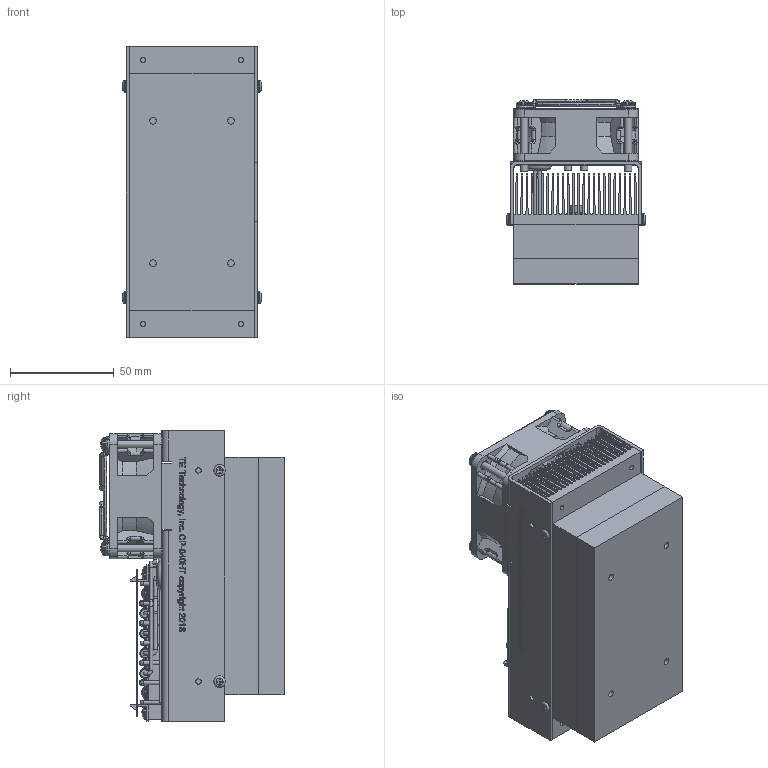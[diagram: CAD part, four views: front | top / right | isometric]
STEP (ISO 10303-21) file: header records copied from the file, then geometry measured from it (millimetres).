
FILE_DESCRIPTION(/* description */ ('Alibre Inc.'),/* implementation_level */ '2;1');
FILE_NAME(/* name */ 'export-31A4CFE6-D2CF-4881-B394-44CD49A044F7',/* time_stamp */ '2021-07-23T16:55:45-04:00',/* author */ (''),/* organization */ (''),/* preprocessor_version */ 'ST-DEVELOPER v17',/* originating_system */ 'Alibre',/* authorisation */ '');
FILE_SCHEMA (('AUTOMOTIVE_DESIGN'));
Length unit declared in the file: inch
Products named in the file (43): PRT0006; SC60-W2_assy
Bounding box: 66.65 x 88.59 x 139.7 mm (x, y, z)
Volume: 339241.4 mm3; surface area: 277035.7 mm2
Topology: 129 solids, 129 shells, 2937 faces, 7382 edges, 4803 vertices
Faces by surface type: plane 1585, cylinder 591, bspline 456, torus 214, cone 66, sphere 25
Full cylindrical faces by diameter (mm): 1.422 x14, 1.829 x12, 2.156 x4, 2.459 x6, 2.642 x27, 2.845 x4, 3.242 x4, 3.454 x4, 3.505 x28, 4.06 x1, 4.064 x1, 4.166 x6, 4.216 x3, 4.267 x3, 4.318 x4, 4.699 x4, 5.526 x4, 5.588 x3, 5.74 x3, 6.299 x3, 6.35 x1, 6.858 x25, 9.525 x4, 9.652 x1, 10.312 x3, 12.7 x3
Entity records: 70817 total; most frequent: CARTESIAN_POINT 24976, ORIENTED_EDGE 10076, DIRECTION 7165, EDGE_CURVE 5038, VERTEX_POINT 3364, AXIS2_PLACEMENT_3D 2806, VECTOR 2568, LINE 2568
